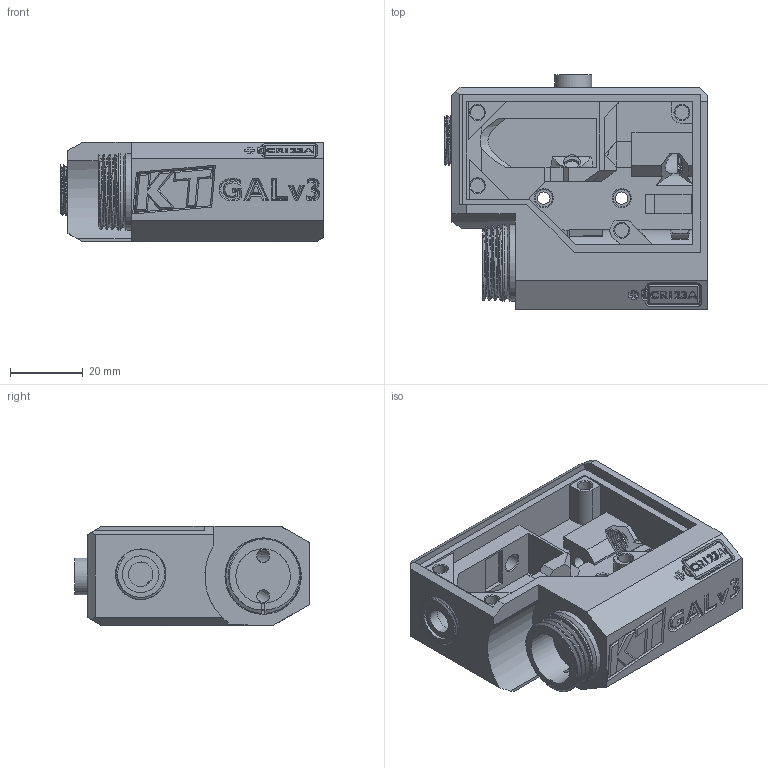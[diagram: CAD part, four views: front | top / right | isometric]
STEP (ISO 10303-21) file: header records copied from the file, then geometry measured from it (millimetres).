
FILE_DESCRIPTION(/* description */ (''),/* implementation_level */ '2;1');
FILE_NAME(/* name */ 'SureFire_Pattern_Illumintor_GAL_Body.step',/* time_stamp */ '2024-11-12T13:58:01-05:00',/* author */ (''),/* organization */ (''),/* preprocessor_version */ 'ST-DEVELOPER v20',/* originating_system */ 'Autodesk Translation Framework v13.20.0.188',/* authorisation */ '');
FILE_SCHEMA (('AUTOMOTIVE_DESIGN { 1 0 10303 214 3 1 1 }'));
Length unit declared in the file: millimetre
Products named in the file (1): GAL Body
Bounding box: 72.24 x 64.39 x 27.3 mm (x, y, z)
Volume: 53563.5 mm3; surface area: 23531.6 mm2
Topology: 1 solids, 1 shells, 580 faces, 1556 edges, 1007 vertices
Faces by surface type: plane 322, bspline 150, cylinder 76, cone 31, sphere 1
Full cylindrical faces by diameter (mm): 2 x1, 3.5 x4, 3.9 x4, 4 x2, 4.4 x2, 4.75 x3, 6.75 x1, 7.1 x1, 8.7 x1, 9.483 x8, 10.1 x2, 10.32 x7, 10.35 x1, 12.741 x1, 13.884 x1, 15 x1, 17 x1, 21 x2
Entity records: 26764 total; most frequent: CARTESIAN_POINT 13457, ORIENTED_EDGE 3112, DIRECTION 2107, EDGE_CURVE 1556, VERTEX_POINT 1007, LINE 909, VECTOR 909, EDGE_LOOP 635
